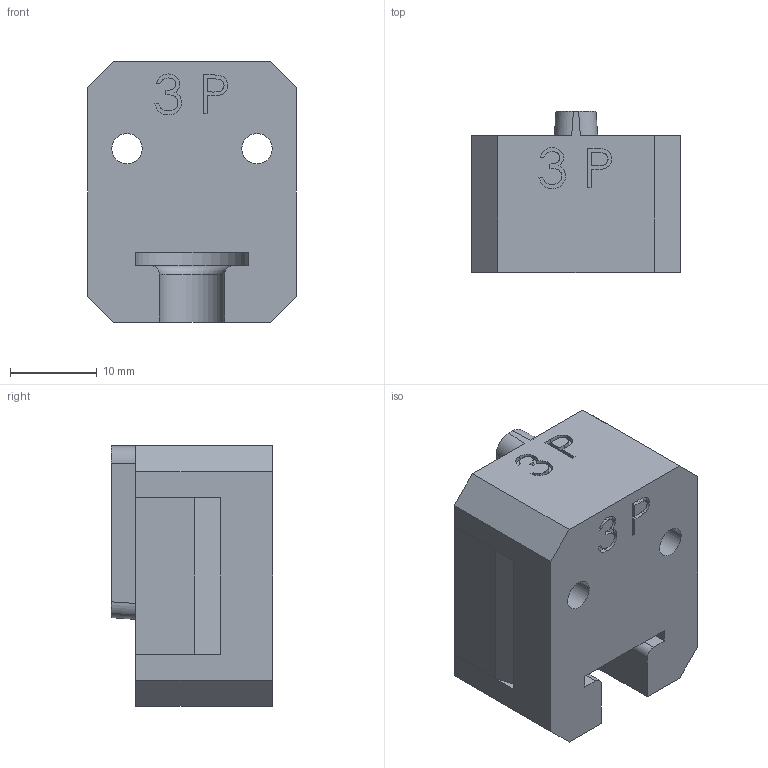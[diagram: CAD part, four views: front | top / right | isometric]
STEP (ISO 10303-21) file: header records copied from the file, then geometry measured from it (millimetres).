
FILE_DESCRIPTION (( 'STEP AP214' ), '1' );
FILE_NAME ('3mL Plastic Pusher v1.3.STEP', '2025-01-21T15:22:08', ( '' ), ( '' ), 'SwSTEP 2.0', 'SolidWorks 2024', '' );
FILE_SCHEMA (( 'AUTOMOTIVE_DESIGN' ));
Length unit declared in the file: millimetre
Products named in the file (1): 3mL Plastic Pusher v1.3
Bounding box: 24 x 18.57 x 30 mm (x, y, z)
Volume: 10247.1 mm3; surface area: 3806.9 mm2
Topology: 1 solids, 1 shells, 113 faces, 313 edges, 208 vertices
Faces by surface type: plane 58, bspline 40, cylinder 14, torus 1
Entity records: 5611 total; most frequent: CARTESIAN_POINT 2983, ORIENTED_EDGE 626, DIRECTION 386, EDGE_CURVE 313, VERTEX_POINT 208, VECTOR 204, LINE 204, EDGE_LOOP 123
